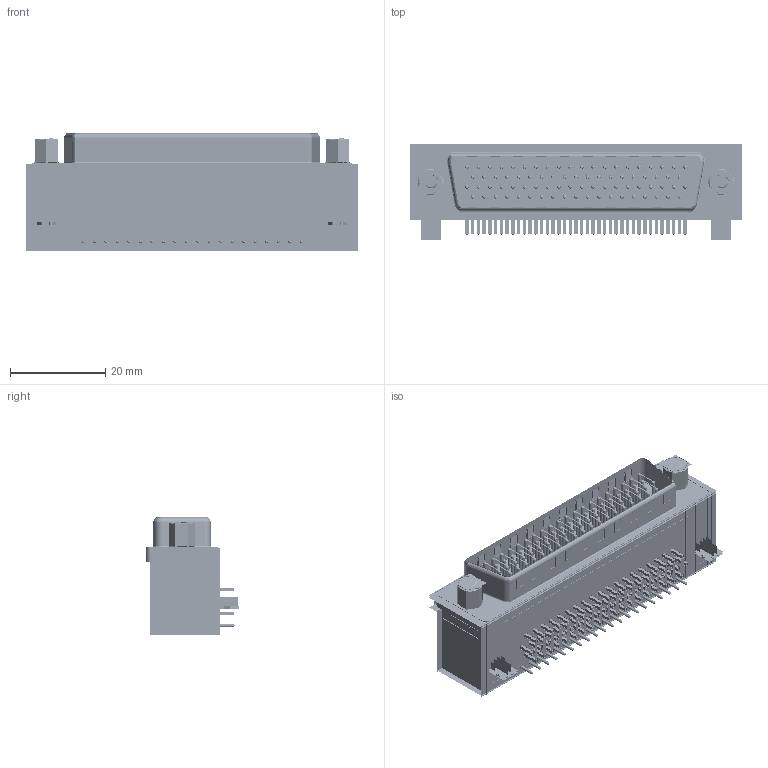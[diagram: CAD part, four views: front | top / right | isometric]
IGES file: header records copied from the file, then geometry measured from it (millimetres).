
Start section:  PTC IGES file: spc15370_asm.igs
Global section: file name: spc15370_asm.igs; native system: Pro/ENGINEER by Parametric Technology Corporation; preprocessor: 2009360; author: Lin; organization: Unknown; date: 20150813.140441; units: millimetre
Bounding box: 69.68 x 20.09 x 24.57 mm (x, y, z)
Surface area: 53170 mm2 (no closed solid volume)
Topology: 0 solids, 0 shells, 5118 faces, 64538 edges, 83454 vertices
Faces by surface type: bspline 3594, revolution 1524
